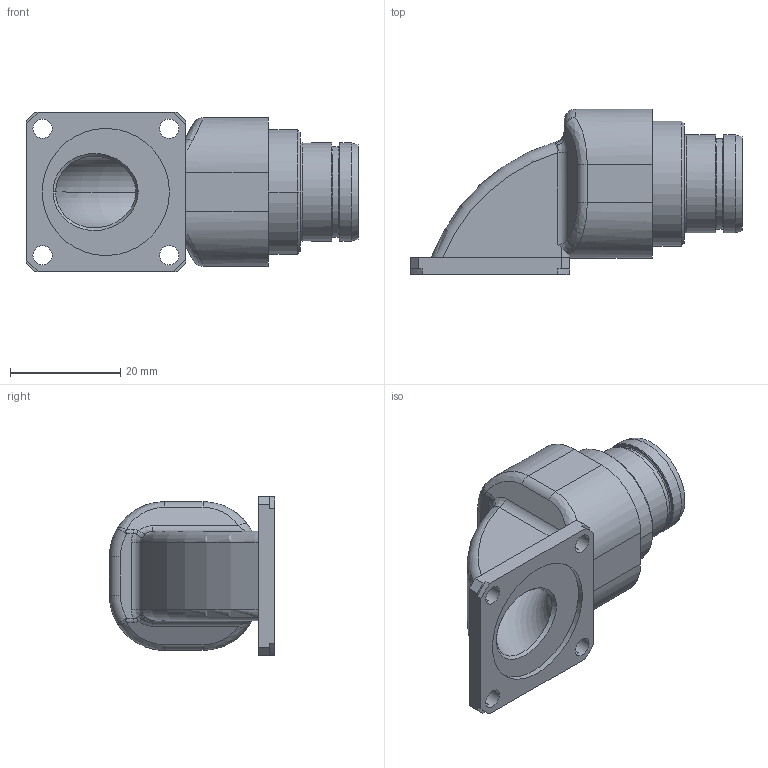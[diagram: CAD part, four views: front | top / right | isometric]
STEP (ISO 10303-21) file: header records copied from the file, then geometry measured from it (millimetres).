
FILE_DESCRIPTION((''),'2;1');
FILE_NAME('1331EC295MS','2024-07-22T11:33:26',('paultorloting'),('NET AG system integration'),'CREO PARAMETRIC BY PTC INC, 2021404','CREO PARAMETRIC BY PTC INC, 2021404','');
FILE_SCHEMA(('AUTOMOTIVE_DESIGN { 1 0 10303 214 1 1 1 1 }'));
Length unit declared in the file: millimetre
Products named in the file (1): 1331EC295MS
Bounding box: 60.3 x 30 x 29 mm (x, y, z)
Volume: 16025.1 mm3; surface area: 12056 mm2
Topology: 1 solids, 1 shells, 918 faces, 2457 edges, 1592 vertices
Faces by surface type: plane 504, cylinder 246, cone 91, torus 41, bspline 36
Entity records: 36374 total; most frequent: CARTESIAN_POINT 8866, ORIENTED_EDGE 4914, DIRECTION 4682, EDGE_CURVE 2457, VERTEX_POINT 1593, AXIS2_PLACEMENT_3D 1576, VECTOR 1527, LINE 1527
